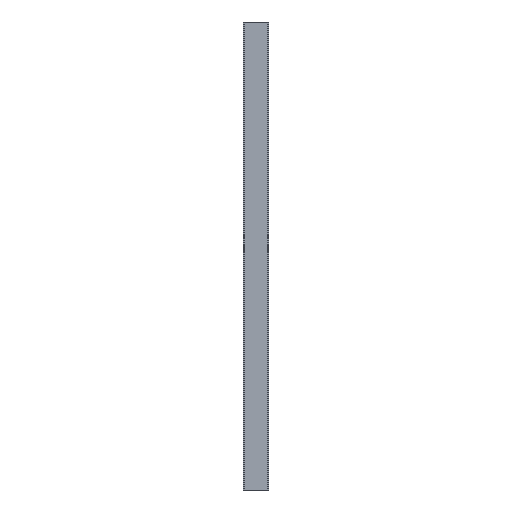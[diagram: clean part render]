
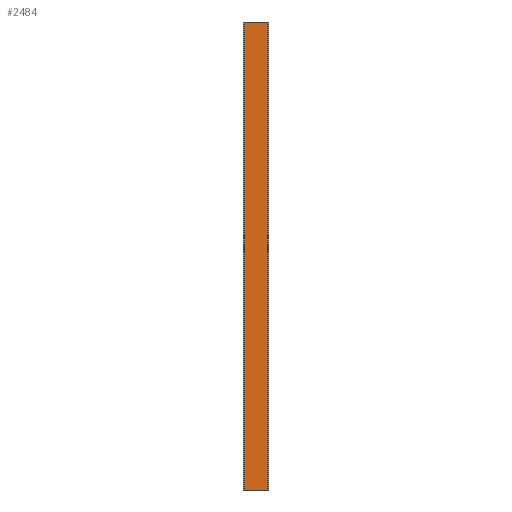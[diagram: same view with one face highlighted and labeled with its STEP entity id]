
A CAD part, front view. The second image highlights one B-rep face of the part: STEP entity #2484.
In plain terms, the highlighted planar face has unit normal (0, -1, 0).
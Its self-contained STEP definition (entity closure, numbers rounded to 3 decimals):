
#74 = ORIENTED_EDGE ( 'NONE', *, *, #1591, .T. ) ;
#141 = CARTESIAN_POINT ( 'NONE',  ( 74.6, 0., 0. ) ) ;
#194 = ORIENTED_EDGE ( 'NONE', *, *, #1154, .T. ) ;
#251 = DIRECTION ( 'NONE',  ( 1., 0., 0. ) ) ;
#352 = CARTESIAN_POINT ( 'NONE',  ( 74.6, 0., 2000. ) ) ;
#423 = LINE ( 'NONE', #352, #1528 ) ;
#501 = VECTOR ( 'NONE', #1703, 1000. ) ;
#528 = EDGE_CURVE ( 'NONE', #914, #2690, #1027, .T. ) ;
#562 = CARTESIAN_POINT ( 'NONE',  ( 74.6, 0., 0. ) ) ;
#706 = LINE ( 'NONE', #2185, #986 ) ;
#753 = CARTESIAN_POINT ( 'NONE',  ( -27.3, 0., 0. ) ) ;
#761 = PLANE ( 'NONE',  #2735 ) ;
#787 = DIRECTION ( 'NONE',  ( 0., 0., -1. ) ) ;
#795 = FACE_OUTER_BOUND ( 'NONE', #1856, .T. ) ;
#803 = DIRECTION ( 'NONE',  ( -1., 0., 0. ) ) ;
#914 = VERTEX_POINT ( 'NONE', #1253 ) ;
#986 = VECTOR ( 'NONE', #2729, 1000. ) ;
#1027 = LINE ( 'NONE', #753, #501 ) ;
#1130 = CARTESIAN_POINT ( 'NONE',  ( 71.7, 0., 2000. ) ) ;
#1137 = VERTEX_POINT ( 'NONE', #1728 ) ;
#1154 = EDGE_CURVE ( 'NONE', #1137, #1442, #706, .T. ) ;
#1178 = CARTESIAN_POINT ( 'NONE',  ( -27.3, 0., 0. ) ) ;
#1253 = CARTESIAN_POINT ( 'NONE',  ( -27.3, 0., 2000. ) ) ;
#1442 = VERTEX_POINT ( 'NONE', #1130 ) ;
#1528 = VECTOR ( 'NONE', #803, 1000. ) ;
#1591 = EDGE_CURVE ( 'NONE', #2690, #1137, #2541, .T. ) ;
#1703 = DIRECTION ( 'NONE',  ( 0., 0., -1. ) ) ;
#1728 = CARTESIAN_POINT ( 'NONE',  ( 71.7, 0., 0. ) ) ;
#1856 = EDGE_LOOP ( 'NONE', ( #194, #2682, #2474, #74 ) ) ;
#1974 = VECTOR ( 'NONE', #251, 1000. ) ;
#2074 = DIRECTION ( 'NONE',  ( 0., -1., 0. ) ) ;
#2185 = CARTESIAN_POINT ( 'NONE',  ( 71.7, 0., 0. ) ) ;
#2474 = ORIENTED_EDGE ( 'NONE', *, *, #528, .T. ) ;
#2484 = ADVANCED_FACE ( 'NONE', ( #795 ), #761, .T. ) ;
#2541 = LINE ( 'NONE', #141, #1974 ) ;
#2682 = ORIENTED_EDGE ( 'NONE', *, *, #2808, .T. ) ;
#2690 = VERTEX_POINT ( 'NONE', #1178 ) ;
#2729 = DIRECTION ( 'NONE',  ( 0., 0., 1. ) ) ;
#2735 = AXIS2_PLACEMENT_3D ( 'NONE', #562, #2074, #787 ) ;
#2808 = EDGE_CURVE ( 'NONE', #1442, #914, #423, .T. ) ;
